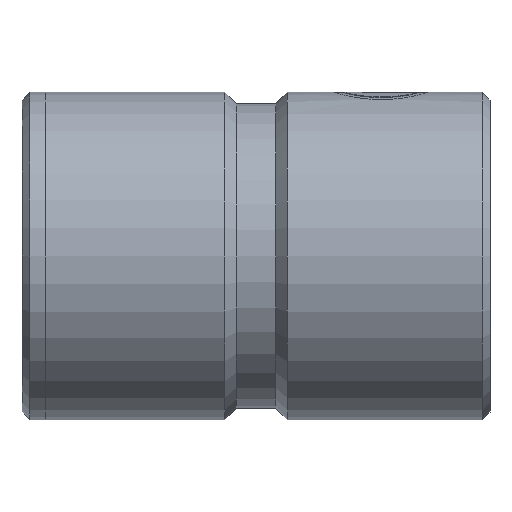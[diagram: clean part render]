
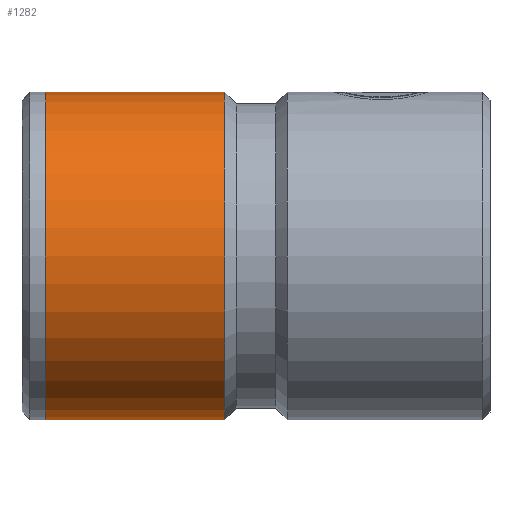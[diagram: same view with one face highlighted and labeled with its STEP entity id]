
A CAD part, left-side view. The second image highlights one B-rep face of the part: STEP entity #1282.
In plain terms, the highlighted cylindrical face has radius 21 mm (diameter 42 mm), a partial arc.
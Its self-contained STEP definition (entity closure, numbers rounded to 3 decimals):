
#89 = AXIS2_PLACEMENT_3D ( 'NONE', #1159, #1279, #143 ) ;
#143 = DIRECTION ( 'NONE',  ( 0., 0., -1. ) ) ;
#288 = CARTESIAN_POINT ( 'NONE',  ( 0., 0., 21. ) ) ;
#383 = CARTESIAN_POINT ( 'NONE',  ( 0., 57., 21. ) ) ;
#465 = DIRECTION ( 'NONE',  ( 0., -1., 0. ) ) ;
#494 = VERTEX_POINT ( 'NONE', #383 ) ;
#572 = VECTOR ( 'NONE', #1316, 1000. ) ;
#576 = EDGE_CURVE ( 'NONE', #494, #903, #592, .T. ) ;
#592 = CIRCLE ( 'NONE', #1221, 21. ) ;
#601 = LINE ( 'NONE', #1440, #572 ) ;
#607 = EDGE_LOOP ( 'NONE', ( #1468, #738, #1349, #1108 ) ) ;
#644 = EDGE_CURVE ( 'NONE', #903, #1529, #601, .T. ) ;
#645 = CARTESIAN_POINT ( 'NONE',  ( 0., 34., -21. ) ) ;
#672 = DIRECTION ( 'NONE',  ( 0., -1., 0. ) ) ;
#696 = FACE_OUTER_BOUND ( 'NONE', #607, .T. ) ;
#738 = ORIENTED_EDGE ( 'NONE', *, *, #576, .T. ) ;
#903 = VERTEX_POINT ( 'NONE', #1052 ) ;
#928 = CARTESIAN_POINT ( 'NONE',  ( 0., 34., 21. ) ) ;
#1013 = EDGE_CURVE ( 'NONE', #1532, #1529, #1358, .T. ) ;
#1052 = CARTESIAN_POINT ( 'NONE',  ( 0., 57., -21. ) ) ;
#1108 = ORIENTED_EDGE ( 'NONE', *, *, #1013, .F. ) ;
#1152 = EDGE_CURVE ( 'NONE', #494, #1532, #1198, .T. ) ;
#1159 = CARTESIAN_POINT ( 'NONE',  ( 0., 0., 0. ) ) ;
#1198 = LINE ( 'NONE', #288, #1486 ) ;
#1221 = AXIS2_PLACEMENT_3D ( 'NONE', #1435, #672, #1642 ) ;
#1241 = CARTESIAN_POINT ( 'NONE',  ( 0., 34., 0. ) ) ;
#1279 = DIRECTION ( 'NONE',  ( 0., -1., 0. ) ) ;
#1282 = ADVANCED_FACE ( 'NONE', ( #696 ), #1621, .T. ) ;
#1315 = DIRECTION ( 'NONE',  ( 0., -1., 0. ) ) ;
#1316 = DIRECTION ( 'NONE',  ( 0., -1., 0. ) ) ;
#1349 = ORIENTED_EDGE ( 'NONE', *, *, #644, .T. ) ;
#1358 = CIRCLE ( 'NONE', #1586, 21. ) ;
#1364 = DIRECTION ( 'NONE',  ( 0., 0., -1. ) ) ;
#1435 = CARTESIAN_POINT ( 'NONE',  ( 0., 57., 0. ) ) ;
#1440 = CARTESIAN_POINT ( 'NONE',  ( 0., 0., -21. ) ) ;
#1468 = ORIENTED_EDGE ( 'NONE', *, *, #1152, .F. ) ;
#1486 = VECTOR ( 'NONE', #1315, 1000. ) ;
#1529 = VERTEX_POINT ( 'NONE', #645 ) ;
#1532 = VERTEX_POINT ( 'NONE', #928 ) ;
#1586 = AXIS2_PLACEMENT_3D ( 'NONE', #1241, #465, #1364 ) ;
#1621 = CYLINDRICAL_SURFACE ( 'NONE', #89, 21. ) ;
#1642 = DIRECTION ( 'NONE',  ( 0., 0., -1. ) ) ;
